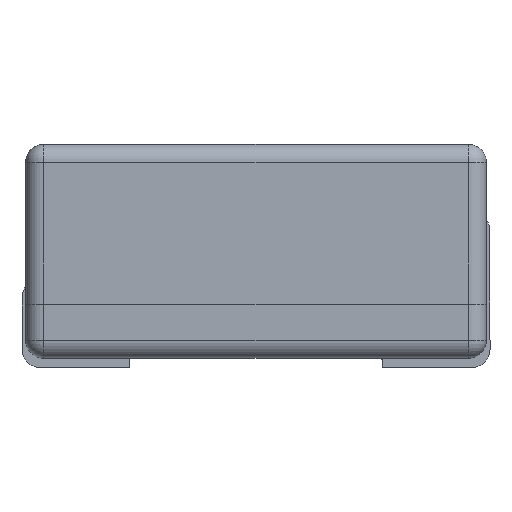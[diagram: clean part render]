
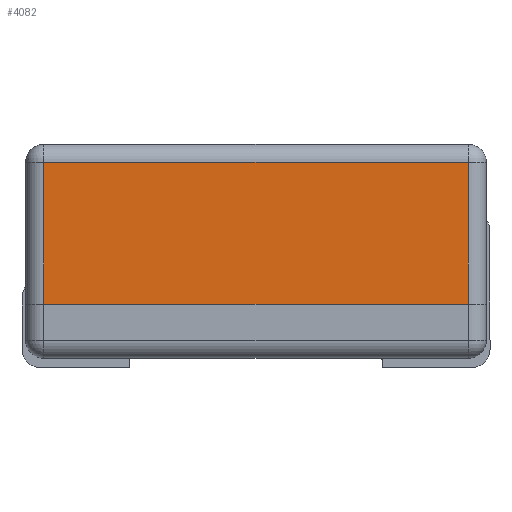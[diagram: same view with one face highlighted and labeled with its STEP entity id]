
A CAD part, front view. The second image highlights one B-rep face of the part: STEP entity #4082.
In plain terms, the highlighted planar face has unit normal (0, -1, 0).
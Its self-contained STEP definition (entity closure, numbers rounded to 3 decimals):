
#923=ORIENTED_EDGE('',*,*,#1930,.T.);
#924=ORIENTED_EDGE('',*,*,#1943,.T.);
#925=ORIENTED_EDGE('',*,*,#1944,.T.);
#926=ORIENTED_EDGE('',*,*,#1945,.T.);
#1930=EDGE_CURVE('',#2468,#2467,#2785,.T.);
#1943=EDGE_CURVE('',#2467,#2479,#2796,.T.);
#1944=EDGE_CURVE('',#2479,#2480,#2797,.F.);
#1945=EDGE_CURVE('',#2480,#2468,#2798,.F.);
#2467=VERTEX_POINT('',#8175);
#2468=VERTEX_POINT('',#8177);
#2479=VERTEX_POINT('',#8203);
#2480=VERTEX_POINT('',#8205);
#2785=LINE('',#8176,#3115);
#2796=LINE('',#8202,#3126);
#2797=LINE('',#8204,#3127);
#2798=LINE('',#8206,#3128);
#3115=VECTOR('',#6452,1000.);
#3126=VECTOR('',#6471,1000.);
#3127=VECTOR('',#6472,1000.);
#3128=VECTOR('',#6473,1000.);
#3392=EDGE_LOOP('',(#923,#924,#925,#926));
#3664=FACE_BOUND('',#3392,.T.);
#3880=PLANE('',#5866);
#4082=ADVANCED_FACE('',(#3664),#3880,.T.);
#5866=AXIS2_PLACEMENT_3D('',#8201,#6469,#6470);
#6452=DIRECTION('',(1.,0.,0.));
#6469=DIRECTION('',(0.,-1.,0.));
#6470=DIRECTION('',(1.,0.,0.));
#6471=DIRECTION('',(0.,0.,1.));
#6472=DIRECTION('',(1.,0.,0.));
#6473=DIRECTION('',(0.,0.,1.));
#8175=CARTESIAN_POINT('',(5.9,-6.4,-4.44));
#8176=CARTESIAN_POINT('',(-6.4,-6.4,-4.44));
#8177=CARTESIAN_POINT('',(-5.9,-6.4,-4.44));
#8201=CARTESIAN_POINT('',(-6.4,-6.4,-4.44));
#8202=CARTESIAN_POINT('',(5.9,-6.4,-4.44));
#8203=CARTESIAN_POINT('',(5.9,-6.4,-0.5));
#8204=CARTESIAN_POINT('',(-6.4,-6.4,-0.5));
#8205=CARTESIAN_POINT('',(-5.9,-6.4,-0.5));
#8206=CARTESIAN_POINT('',(-5.9,-6.4,-4.44));
